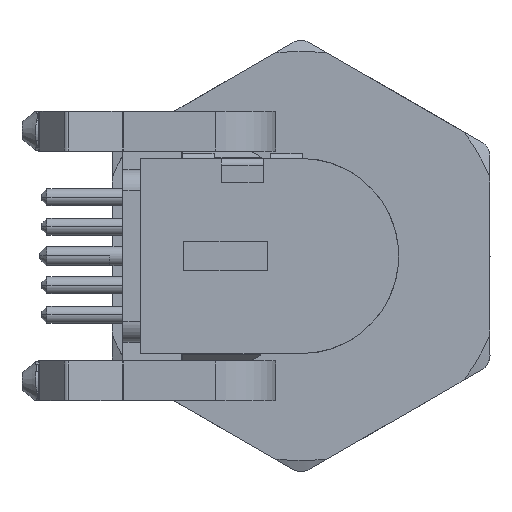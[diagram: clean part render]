
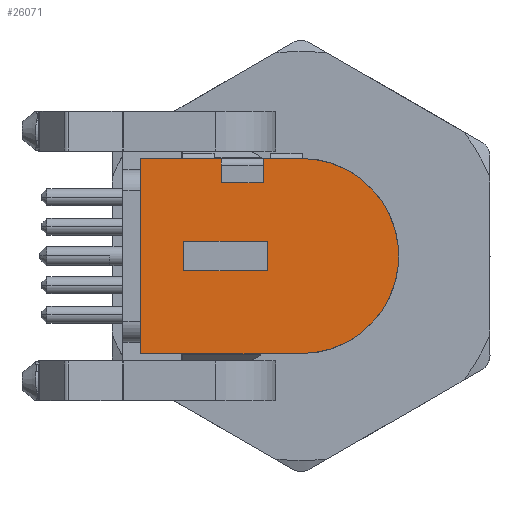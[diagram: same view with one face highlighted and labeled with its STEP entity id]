
A CAD part, front view. The second image highlights one B-rep face of the part: STEP entity #26071.
In plain terms, the highlighted planar face has unit normal (0, -1, 0).
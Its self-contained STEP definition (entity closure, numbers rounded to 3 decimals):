
#7438=CARTESIAN_POINT('',(-9.734,-4.698,-1.4));
#7439=DIRECTION('',(0.,-1.,0.));
#7440=DIRECTION('',(-0.03,0.,-1.));
#7441=AXIS2_PLACEMENT_3D('',#7438,#7439,#7440);
#7521=DIRECTION('',(0.,0.,1.));
#7522=VECTOR('',#7521,0.002);
#7523=CARTESIAN_POINT('',(-9.872,-4.698,-6.05));
#7524=LINE('',#7523,#7522);
#7525=DIRECTION('',(1.,0.,0.));
#7526=VECTOR('',#7525,7.512);
#7527=CARTESIAN_POINT('',(-17.384,-4.698,-6.05));
#7528=LINE('',#7527,#7526);
#7529=DIRECTION('',(-1.,0.,0.));
#7530=VECTOR('',#7529,7.512);
#7531=CARTESIAN_POINT('',(-9.872,-4.698,3.25));
#7532=LINE('',#7531,#7530);
#7533=DIRECTION('',(0.,0.,1.));
#7534=VECTOR('',#7533,0.002);
#7535=CARTESIAN_POINT('',(-9.872,-4.698,
3.248));
#7536=LINE('',#7535,#7534);
#7537=DIRECTION('',(-1.,0.,0.));
#7538=VECTOR('',#7537,4.);
#7539=CARTESIAN_POINT('',(-11.334,-4.698,-1.15));
#7540=LINE('',#7539,#7538);
#7541=DIRECTION('',(1.,0.,0.));
#7542=VECTOR('',#7541,4.);
#7543=CARTESIAN_POINT('',(-15.334,-4.698,-1.65));
#7544=LINE('',#7543,#7542);
#7545=DIRECTION('',(0.,0.,1.));
#7546=VECTOR('',#7545,1.141);
#7547=CARTESIAN_POINT('',(-11.534,-4.698,2.1));
#7548=LINE('',#7547,#7546);
#7549=DIRECTION('',(0.,0.,-1.));
#7550=VECTOR('',#7549,1.141);
#7551=CARTESIAN_POINT('',(-13.534,-4.698,
3.241));
#7552=LINE('',#7551,#7550);
#7553=DIRECTION('',(-1.,0.,0.));
#7554=VECTOR('',#7553,2.);
#7555=CARTESIAN_POINT('',(-11.534,-4.698,2.1));
#7556=LINE('',#7555,#7554);
#7557=DIRECTION('',(0.,0.,-1.));
#7558=VECTOR('',#7557,9.3);
#7559=CARTESIAN_POINT('',(-17.384,-4.698,3.25));
#7560=LINE('',#7559,#7558);
#9643=DIRECTION('',(0.,0.,1.));
#9644=VECTOR('',#9643,0.5);
#9645=CARTESIAN_POINT('',(-11.334,-4.698,-1.65));
#9646=LINE('',#9645,#9644);
#9667=DIRECTION('',(0.,0.,-1.));
#9668=VECTOR('',#9667,0.5);
#9669=CARTESIAN_POINT('',(-15.334,-4.698,-1.15));
#9670=LINE('',#9669,#9668);
#9748=DIRECTION('',(1.,0.,0.));
#9749=VECTOR('',#9748,2.);
#9750=CARTESIAN_POINT('',(-13.534,-4.698,
3.241));
#9751=LINE('',#9750,#9749);
#14958=CARTESIAN_POINT('',(-11.534,-4.698,2.1));
#14959=CARTESIAN_POINT('',(-13.534,-4.698,2.1));
#14960=VERTEX_POINT('',#14958);
#14961=VERTEX_POINT('',#14959);
#15323=CARTESIAN_POINT('',(-11.334,-4.698,-1.65));
#15324=CARTESIAN_POINT('',(-11.334,-4.698,-1.15));
#15325=VERTEX_POINT('',#15323);
#15326=VERTEX_POINT('',#15324);
#15337=CARTESIAN_POINT('',(-9.872,-4.698,3.25));
#15338=CARTESIAN_POINT('',(-17.384,-4.698,3.25));
#15339=VERTEX_POINT('',#15337);
#15340=VERTEX_POINT('',#15338);
#15341=CARTESIAN_POINT('',(-17.384,-4.698,-6.05));
#15342=CARTESIAN_POINT('',(-9.872,-4.698,-6.05));
#15343=VERTEX_POINT('',#15341);
#15344=VERTEX_POINT('',#15342);
#15361=CARTESIAN_POINT('',(-15.334,-4.698,-1.15));
#15362=CARTESIAN_POINT('',(-15.334,-4.698,-1.65));
#15363=VERTEX_POINT('',#15361);
#15364=VERTEX_POINT('',#15362);
#15466=CARTESIAN_POINT('',(-9.872,-4.698,
3.248));
#15468=VERTEX_POINT('',#15466);
#15497=CARTESIAN_POINT('',(-13.534,-4.698,
3.241));
#15498=CARTESIAN_POINT('',(-11.534,-4.698,
3.241));
#15499=VERTEX_POINT('',#15497);
#15500=VERTEX_POINT('',#15498);
#15521=CARTESIAN_POINT('',(-9.872,-4.698,
-6.048));
#15522=VERTEX_POINT('',#15521);
#26037=CARTESIAN_POINT('',(-9.734,-4.698,-1.4));
#26038=DIRECTION('',(0.,-1.,0.));
#26039=DIRECTION('',(1.,0.,0.));
#26040=AXIS2_PLACEMENT_3D('',#26037,#26038,#26039);
#26041=PLANE('',#26040);
#26042=ORIENTED_EDGE('',*,*,#25893,.F.);
#26043=ORIENTED_EDGE('',*,*,#25998,.F.);
#26044=ORIENTED_EDGE('',*,*,#25518,.F.);
#26046=ORIENTED_EDGE('',*,*,#26045,.F.);
#26047=ORIENTED_EDGE('',*,*,#25775,.F.);
#26048=ORIENTED_EDGE('',*,*,#25967,.F.);
#26049=EDGE_LOOP('',(#26042,#26043,#26044,#26046,#26047,#26048));
#26050=FACE_OUTER_BOUND('',#26049,.F.);
#26052=ORIENTED_EDGE('',*,*,#26051,.T.);
#26054=ORIENTED_EDGE('',*,*,#26053,.T.);
#26056=ORIENTED_EDGE('',*,*,#26055,.T.);
#26058=ORIENTED_EDGE('',*,*,#26057,.T.);
#26059=EDGE_LOOP('',(#26052,#26054,#26056,#26058));
#26060=FACE_BOUND('',#26059,.F.);
#26062=ORIENTED_EDGE('',*,*,#26061,.T.);
#26064=ORIENTED_EDGE('',*,*,#26063,.F.);
#26066=ORIENTED_EDGE('',*,*,#26065,.T.);
#26068=ORIENTED_EDGE('',*,*,#26067,.F.);
#26069=EDGE_LOOP('',(#26062,#26064,#26066,#26068));
#26070=FACE_BOUND('',#26069,.F.);
#26071=ADVANCED_FACE('',(#26050,#26060,#26070),#26041,.T.);
#7442=CIRCLE('',#7441,4.65);
#25518=EDGE_CURVE('',#15343,#15344,#7528,.T.);
#25775=EDGE_CURVE('',#15339,#15340,#7532,.T.);
#25893=EDGE_CURVE('',#15522,#15468,#7442,.T.);
#25967=EDGE_CURVE('',#15468,#15339,#7536,.T.);
#25998=EDGE_CURVE('',#15344,#15522,#7524,.T.);
#26045=EDGE_CURVE('',#15340,#15343,#7560,.T.);
#26051=EDGE_CURVE('',#15326,#15363,#7540,.T.);
#26053=EDGE_CURVE('',#15363,#15364,#9670,.T.);
#26055=EDGE_CURVE('',#15364,#15325,#7544,.T.);
#26057=EDGE_CURVE('',#15325,#15326,#9646,.T.);
#26061=EDGE_CURVE('',#14960,#15500,#7548,.T.);
#26063=EDGE_CURVE('',#15499,#15500,#9751,.T.);
#26065=EDGE_CURVE('',#15499,#14961,#7552,.T.);
#26067=EDGE_CURVE('',#14960,#14961,#7556,.T.);
